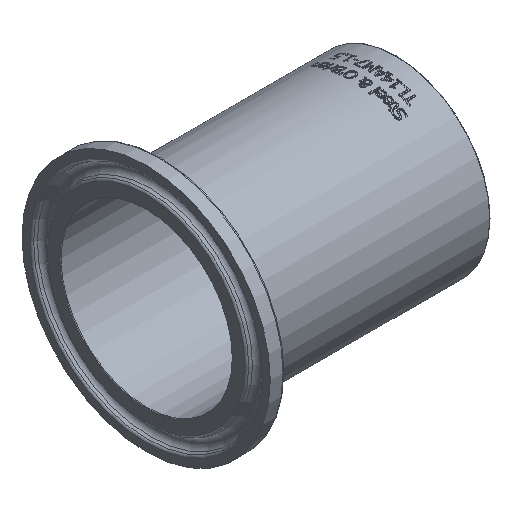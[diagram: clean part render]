
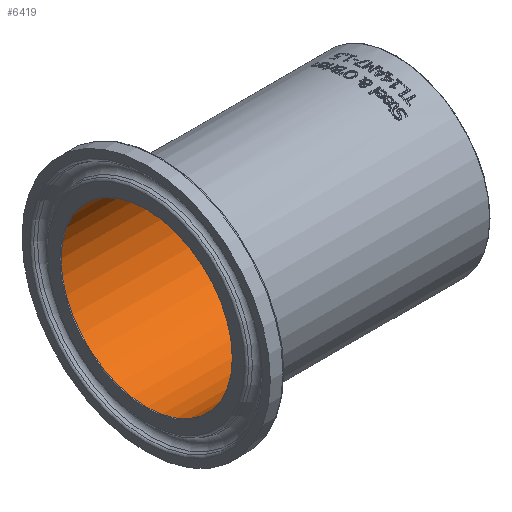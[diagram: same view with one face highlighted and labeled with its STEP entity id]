
A CAD part, isometric view. The second image highlights one B-rep face of the part: STEP entity #6419.
In plain terms, the highlighted cylindrical face has radius 17.399 mm (diameter 34.798 mm), a full revolution.
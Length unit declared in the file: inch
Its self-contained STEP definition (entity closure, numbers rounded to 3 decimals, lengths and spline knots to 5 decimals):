
#106=FACE_BOUND('',#1175,.T.);
#774=FACE_OUTER_BOUND('',#1174,.T.);
#1174=EDGE_LOOP('',(#5979));
#1175=EDGE_LOOP('',(#5980));
#1369=CIRCLE('',#6858,0.685);
#1371=CIRCLE('',#6861,0.685);
#3174=VERTEX_POINT('',#13661);
#3176=VERTEX_POINT('',#13666);
#4115=EDGE_CURVE('',#3174,#3174,#1369,.T.);
#4117=EDGE_CURVE('',#3176,#3176,#1371,.T.);
#5979=ORIENTED_EDGE('',*,*,#4117,.F.);
#5980=ORIENTED_EDGE('',*,*,#4115,.F.);
#6044=CYLINDRICAL_SURFACE('',#6860,0.685);
#6419=ADVANCED_FACE('',(#774,#106),#6044,.F.);
#6858=AXIS2_PLACEMENT_3D('',#13662,#8182,#8183);
#6860=AXIS2_PLACEMENT_3D('',#13665,#8186,#8187);
#6861=AXIS2_PLACEMENT_3D('',#13667,#8188,#8189);
#8182=DIRECTION('center_axis',(1.,0.,0.));
#8183=DIRECTION('ref_axis',(0.,-1.,0.));
#8186=DIRECTION('center_axis',(1.,0.,0.));
#8187=DIRECTION('ref_axis',(0.,1.,0.));
#8188=DIRECTION('center_axis',(-1.,0.,0.));
#8189=DIRECTION('ref_axis',(0.,-1.,0.));
#13661=CARTESIAN_POINT('',(0.005,0.685,0.));
#13662=CARTESIAN_POINT('Origin',(0.005,0.,
0.));
#13665=CARTESIAN_POINT('Origin',(1.,0.,0.));
#13666=CARTESIAN_POINT('',(1.995,0.685,0.));
#13667=CARTESIAN_POINT('Origin',(1.995,0.,0.));
